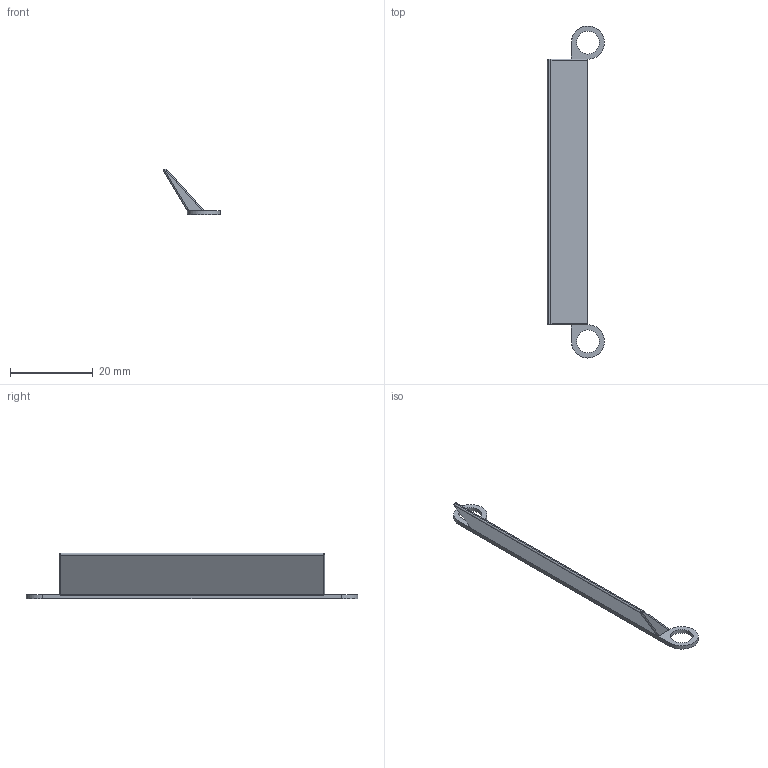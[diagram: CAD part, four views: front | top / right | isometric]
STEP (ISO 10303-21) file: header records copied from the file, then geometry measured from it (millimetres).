
FILE_DESCRIPTION(('STEP AP203'), '1');
FILE_NAME('äëÿ ïîäñâåòêè', '', ('UNSPECIFIED'), ('UNSPECIFIED'), 'C3D Converter', 'C3D Toolkit', '');
FILE_SCHEMA(('CONFIG_CONTROL_DESIGN'));
Length unit declared in the file: millimetre
Bounding box: 13.77 x 80 x 11 mm (x, y, z)
Volume: 1910.6 mm3; surface area: 2269.5 mm2
Topology: 1 solids, 1 shells, 36 faces, 90 edges, 48 vertices
Faces by surface type: cylinder 14, plane 10, sphere 6, bspline 4, torus 2
Full cylindrical faces by diameter (mm): 5.5 x2
Entity records: 2473 total; most frequent: CARTESIAN_POINT 1355, DIRECTION 166, ORIENTED_EDGE 160, EDGE_CURVE 80, AXIS2_PLACEMENT_3D 65, VERTEX_POINT 48, EDGE_LOOP 42, FACE_BOUND 38
